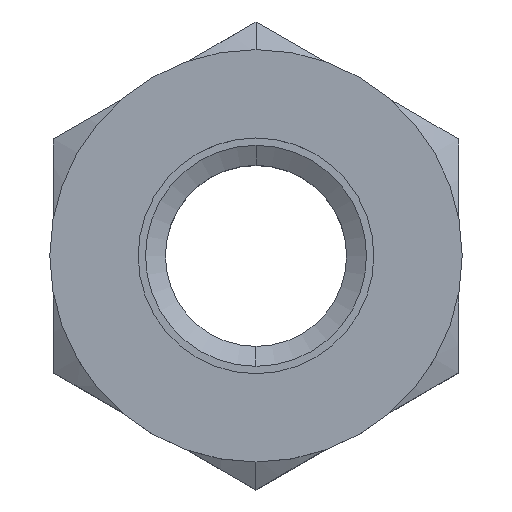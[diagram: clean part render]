
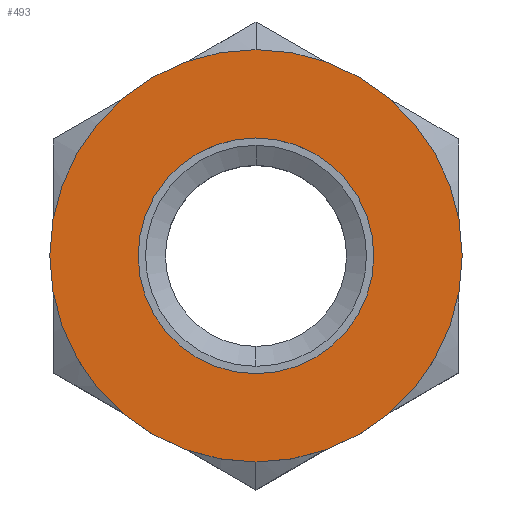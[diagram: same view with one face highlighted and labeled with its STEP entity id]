
A CAD part, top view. The second image highlights one B-rep face of the part: STEP entity #493.
In plain terms, the highlighted planar face has unit normal (0, 0, 1).
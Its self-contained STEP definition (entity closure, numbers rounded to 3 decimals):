
#23=FACE_BOUND($,#134,.T.);
#33=PLANE($,#560);
#95=FACE_OUTER_BOUND($,#133,.T.);
#133=EDGE_LOOP($,(#437));
#134=EDGE_LOOP($,(#438));
#161=CIRCLE($,#555,1.6);
#163=CIRCLE($,#558,2.8);
#233=VERTEX_POINT($,#884);
#235=VERTEX_POINT($,#889);
#301=EDGE_CURVE($,#233,#233,#161,.T.);
#303=EDGE_CURVE($,#235,#235,#163,.T.);
#437=ORIENTED_EDGE($,*,*,#303,.T.);
#438=ORIENTED_EDGE($,*,*,#301,.T.);
#493=ADVANCED_FACE($,(#95,#23),#33,.T.);
#555=AXIS2_PLACEMENT_3D($,#885,#690,#691);
#558=AXIS2_PLACEMENT_3D($,#890,#696,#697);
#560=AXIS2_PLACEMENT_3D($,#893,#700,#701);
#690=DIRECTION('center_axis',(0.,0.,-1.));
#691=DIRECTION('ref_axis',(1.,0.,0.));
#696=DIRECTION('center_axis',(0.,0.,1.));
#697=DIRECTION('ref_axis',(1.,0.,0.));
#700=DIRECTION('center_axis',(0.,0.,1.));
#701=DIRECTION('ref_axis',(-1.,0.,0.));
#884=CARTESIAN_POINT('',(-1.6,0.,-1.6));
#885=CARTESIAN_POINT('Origin',(0.,0.,-1.6));
#889=CARTESIAN_POINT('',(-2.8,0.,-1.6));
#890=CARTESIAN_POINT('Origin',(0.,0.,-1.6));
#893=CARTESIAN_POINT('Origin',(0.,0.,-1.6));
